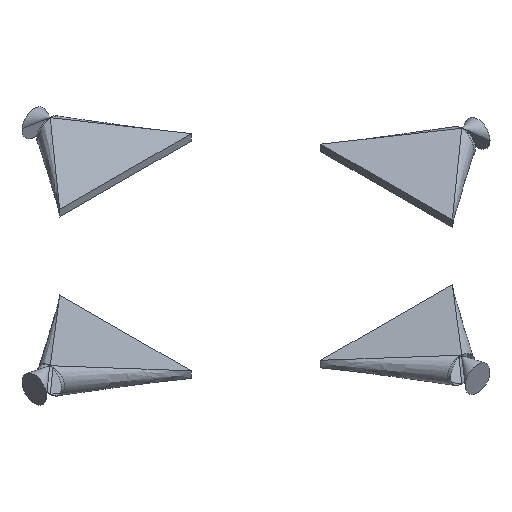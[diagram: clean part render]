
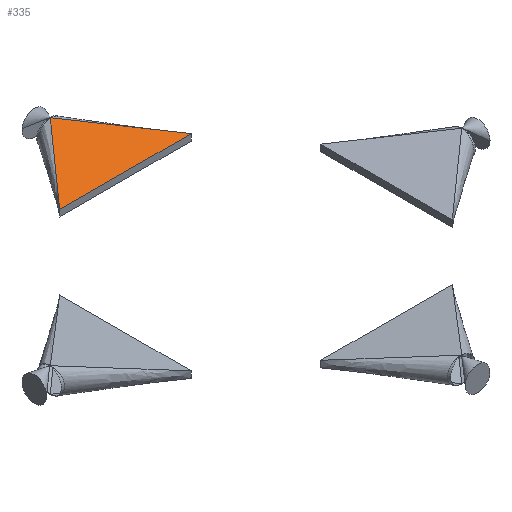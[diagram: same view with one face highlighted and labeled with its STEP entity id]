
A CAD part, isometric view. The second image highlights one B-rep face of the part: STEP entity #335.
In plain terms, the highlighted face is planar.
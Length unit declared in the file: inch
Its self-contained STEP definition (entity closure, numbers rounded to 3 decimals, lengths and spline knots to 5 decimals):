
#313=PLANE('',#608);
#316=ELLIPSE('',#607,2.06948,0.25);
#322=LINE('',#720,#327);
#323=LINE('',#874,#328);
#327=VECTOR('',#631,1.);
#328=VECTOR('',#632,1.);
#335=ADVANCED_FACE('',(#358),#313,.T.);
#358=FACE_OUTER_BOUND('',#374,.T.);
#374=EDGE_LOOP('',(#420,#421,#422,#423));
#420=ORIENTED_EDGE('',*,*,#533,.F.);
#421=ORIENTED_EDGE('',*,*,#534,.T.);
#422=ORIENTED_EDGE('',*,*,#515,.T.);
#423=ORIENTED_EDGE('',*,*,#524,.F.);
#477=VERTEX_POINT('',#665);
#483=VERTEX_POINT('',#721);
#490=VERTEX_POINT('',#875);
#497=VERTEX_POINT('',#991);
#515=EDGE_CURVE('',#477,#483,#322,.T.);
#524=EDGE_CURVE('',#490,#483,#323,.T.);
#533=EDGE_CURVE('',#497,#490,#572,.T.);
#534=EDGE_CURVE('',#497,#477,#316,.T.);
#572=B_SPLINE_CURVE_WITH_KNOTS('',3,(#992,#993,#994,#995,#996,#997,#998),
 .UNSPECIFIED.,.F.,.F.,(4,3,4),(0.,0.2,1.),.UNSPECIFIED.);
#607=AXIS2_PLACEMENT_3D('',#1043,#635,#636);
#608=AXIS2_PLACEMENT_3D('',#1044,#637,#638);
#631=DIRECTION('',(0.091,0.655,-0.75));
#632=DIRECTION('',(0.,1.,0.));
#635=DIRECTION('',(-0.993,0.,-0.121));
#636=DIRECTION('',(0.121,0.,-0.993));
#637=DIRECTION('',(-0.993,0.,-0.121));
#638=DIRECTION('',(0.,1.,0.));
#665=CARTESIAN_POINT('',(-0.37398,0.00731,2.26434));
#720=CARTESIAN_POINT('',(-0.23671,0.9935,1.13635));
#721=CARTESIAN_POINT('',(-0.09843,1.987,0.));
#874=CARTESIAN_POINT('',(-0.09843,0.,0.));
#875=CARTESIAN_POINT('',(-0.09843,-1.987,0.));
#991=CARTESIAN_POINT('',(-0.37398,-0.00731,2.26434));
#992=CARTESIAN_POINT('',(-0.375,0.,2.2727));
#993=CARTESIAN_POINT('',(-0.28281,-0.66233,1.51513));
#994=CARTESIAN_POINT('',(-0.19062,-1.32467,0.75757));
#995=CARTESIAN_POINT('',(-0.09843,-1.987,0.));
#996=CARTESIAN_POINT('',(0.27034,-4.63633,-3.03027));
#997=CARTESIAN_POINT('',(0.63911,-7.28567,-6.06053));
#998=CARTESIAN_POINT('',(1.00788,-9.935,-9.0908));
#1043=CARTESIAN_POINT('',(-0.12408,0.,0.21085));
#1044=CARTESIAN_POINT('',(-0.09843,0.,0.));
